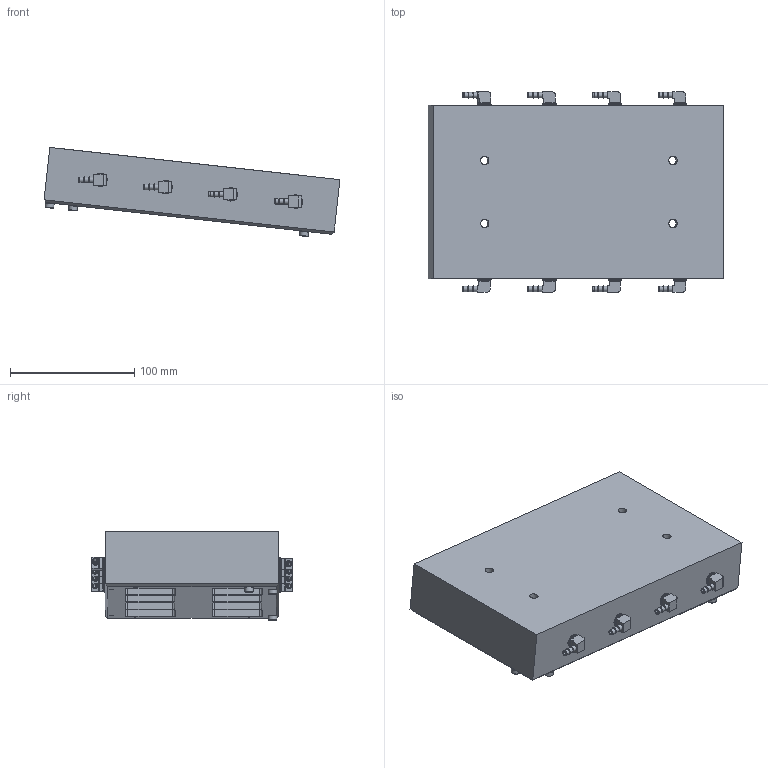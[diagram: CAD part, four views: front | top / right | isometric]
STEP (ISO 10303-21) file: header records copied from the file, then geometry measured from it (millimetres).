
FILE_DESCRIPTION(/* description */ (''),/* implementation_level */ '2;1');
FILE_NAME(/* name */ 'Chuck - Octopocket.stp',/* time_stamp */ '2021-04-06T19:08:38-05:00',/* author */ ('caleb'),/* organization */ (''),/* preprocessor_version */ 'ST-DEVELOPER v17.2',/* originating_system */ 'Autodesk Inventor 2019',/* authorisation */ '');
FILE_SCHEMA (('AUTOMOTIVE_DESIGN { 1 0 10303 214 3 1 1 }'));
Length unit declared in the file: inch
Products named in the file (4): Chuck Assembly; UNLHEP-14-01-P-004_ChuckForGantry; 90128A212_ZNC-PLTD ALLOY STL SCKT HEAD CAP SCREW; 44555K147_BRASS BARBED TUBE FITTING FOR VACUUM
Assembly tree (12 placements, depth 2):
  Chuck Assembly
    UNLHEP-14-01-P-004_ChuckForGantry
    90128A212_ZNC-PLTD ALLOY STL SCKT HEAD CAP SCREW  x3
    44555K147_BRASS BARBED TUBE FITTING FOR VACUUM  x8
Bounding box: 238.2 x 161.14 x 71.79 mm (x, y, z)
Volume: 909846.9 mm3; surface area: 165771.3 mm2
Topology: 12 solids, 12 shells, 634 faces, 1885 edges, 1313 vertices
Faces by surface type: cylinder 217, plane 216, cone 163, bspline 30, sphere 8
Full cylindrical faces by diameter (mm): 3.048 x16, 3.091 x39, 3.242 x8, 4 x39, 4.318 x24, 6.756 x4, 7 x3, 7.033 x8, 7.95 x8, 9.076 x8
Entity records: 17256 total; most frequent: CARTESIAN_POINT 11197, ORIENTED_EDGE 1250, DIRECTION 1203, EDGE_CURVE 625, AXIS2_PLACEMENT_3D 465, VERTEX_POINT 439, EDGE_LOOP 278, LINE 273
